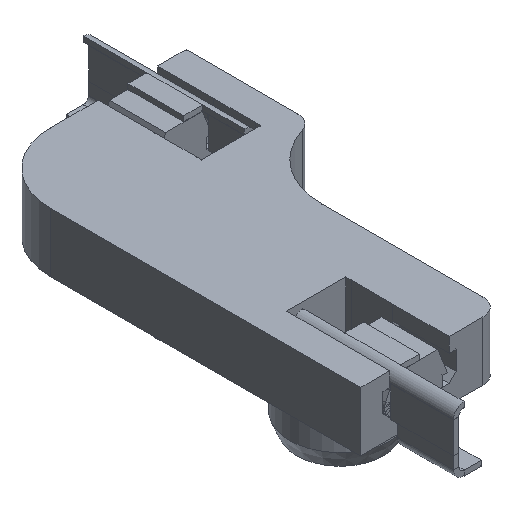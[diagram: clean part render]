
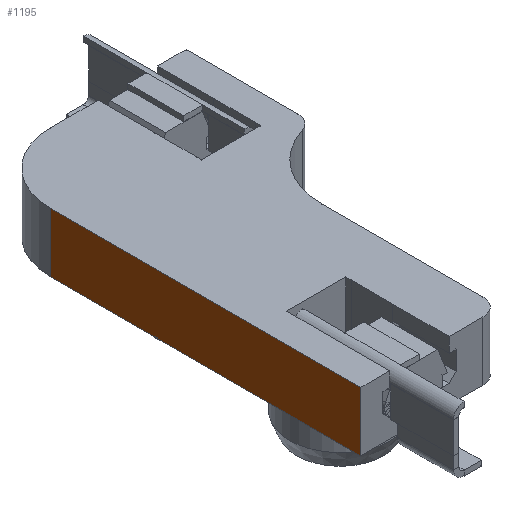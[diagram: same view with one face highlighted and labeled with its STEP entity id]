
A CAD part, isometric view. The second image highlights one B-rep face of the part: STEP entity #1195.
In plain terms, the highlighted face is planar.
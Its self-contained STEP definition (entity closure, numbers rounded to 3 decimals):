
#83 = VERTEX_POINT('',#84);
#84 = CARTESIAN_POINT('',(0.,0.,0.));
#91 = PLANE('',#92);
#92 = AXIS2_PLACEMENT_3D('',#93,#94,#95);
#93 = CARTESIAN_POINT('',(5.689,-2.56,0.));
#94 = DIRECTION('',(0.,0.,1.));
#95 = DIRECTION('',(1.,0.,0.));
#103 = PLANE('',#104);
#104 = AXIS2_PLACEMENT_3D('',#105,#106,#107);
#105 = CARTESIAN_POINT('',(0.,-1.75,0.85));
#106 = DIRECTION('',(-1.,-0.,-0.));
#107 = DIRECTION('',(0.,0.,-1.));
#287 = VERTEX_POINT('',#288);
#288 = CARTESIAN_POINT('',(8.9,0.,0.));
#303 = CYLINDRICAL_SURFACE('',#304,2.);
#304 = AXIS2_PLACEMENT_3D('',#305,#306,#307);
#305 = CARTESIAN_POINT('',(8.9,-2.,0.));
#306 = DIRECTION('',(-0.,-0.,-1.));
#307 = DIRECTION('',(1.,0.,0.));
#315 = EDGE_CURVE('',#83,#287,#316,.T.);
#316 = SURFACE_CURVE('',#317,(#321,#328),.PCURVE_S1.);
#317 = LINE('',#318,#319);
#318 = CARTESIAN_POINT('',(0.,0.,0.));
#319 = VECTOR('',#320,1.);
#320 = DIRECTION('',(1.,0.,0.));
#321 = PCURVE('',#91,#322);
#322 = DEFINITIONAL_REPRESENTATION('',(#323),#327);
#323 = LINE('',#324,#325);
#324 = CARTESIAN_POINT('',(-5.689,2.56));
#325 = VECTOR('',#326,1.);
#326 = DIRECTION('',(1.,0.));
#327 = ( GEOMETRIC_REPRESENTATION_CONTEXT(2) 
PARAMETRIC_REPRESENTATION_CONTEXT() REPRESENTATION_CONTEXT('2D SPACE',''
  ) );
#328 = PCURVE('',#329,#334);
#329 = PLANE('',#330);
#330 = AXIS2_PLACEMENT_3D('',#331,#332,#333);
#331 = CARTESIAN_POINT('',(0.,0.,0.));
#332 = DIRECTION('',(0.,1.,0.));
#333 = DIRECTION('',(1.,0.,0.));
#334 = DEFINITIONAL_REPRESENTATION('',(#335),#339);
#335 = LINE('',#336,#337);
#336 = CARTESIAN_POINT('',(0.,0.));
#337 = VECTOR('',#338,1.);
#338 = DIRECTION('',(1.,0.));
#339 = ( GEOMETRIC_REPRESENTATION_CONTEXT(2) 
PARAMETRIC_REPRESENTATION_CONTEXT() REPRESENTATION_CONTEXT('2D SPACE',''
  ) );
#664 = PLANE('',#665);
#665 = AXIS2_PLACEMENT_3D('',#666,#667,#668);
#666 = CARTESIAN_POINT('',(5.689,-2.56,1.7));
#667 = DIRECTION('',(0.,0.,1.));
#668 = DIRECTION('',(1.,0.,0.));
#1153 = VERTEX_POINT('',#1154);
#1154 = CARTESIAN_POINT('',(0.,0.,1.7));
#1175 = EDGE_CURVE('',#83,#1153,#1176,.T.);
#1176 = SURFACE_CURVE('',#1177,(#1181,#1188),.PCURVE_S1.);
#1177 = LINE('',#1178,#1179);
#1178 = CARTESIAN_POINT('',(0.,0.,0.));
#1179 = VECTOR('',#1180,1.);
#1180 = DIRECTION('',(0.,0.,1.));
#1181 = PCURVE('',#103,#1182);
#1182 = DEFINITIONAL_REPRESENTATION('',(#1183),#1187);
#1183 = LINE('',#1184,#1185);
#1184 = CARTESIAN_POINT('',(0.85,-1.75));
#1185 = VECTOR('',#1186,1.);
#1186 = DIRECTION('',(-1.,0.));
#1187 = ( GEOMETRIC_REPRESENTATION_CONTEXT(2) 
PARAMETRIC_REPRESENTATION_CONTEXT() REPRESENTATION_CONTEXT('2D SPACE',''
  ) );
#1188 = PCURVE('',#329,#1189);
#1189 = DEFINITIONAL_REPRESENTATION('',(#1190),#1194);
#1190 = LINE('',#1191,#1192);
#1191 = CARTESIAN_POINT('',(0.,0.));
#1192 = VECTOR('',#1193,1.);
#1193 = DIRECTION('',(0.,-1.));
#1194 = ( GEOMETRIC_REPRESENTATION_CONTEXT(2) 
PARAMETRIC_REPRESENTATION_CONTEXT() REPRESENTATION_CONTEXT('2D SPACE',''
  ) );
#1195 = ADVANCED_FACE('',(#1196),#329,.T.);
#1196 = FACE_BOUND('',#1197,.T.);
#1197 = EDGE_LOOP('',(#1198,#1199,#1222,#1243));
#1198 = ORIENTED_EDGE('',*,*,#1175,.T.);
#1199 = ORIENTED_EDGE('',*,*,#1200,.T.);
#1200 = EDGE_CURVE('',#1153,#1201,#1203,.T.);
#1201 = VERTEX_POINT('',#1202);
#1202 = CARTESIAN_POINT('',(8.9,0.,1.7));
#1203 = SURFACE_CURVE('',#1204,(#1208,#1215),.PCURVE_S1.);
#1204 = LINE('',#1205,#1206);
#1205 = CARTESIAN_POINT('',(0.,0.,1.7));
#1206 = VECTOR('',#1207,1.);
#1207 = DIRECTION('',(1.,0.,0.));
#1208 = PCURVE('',#329,#1209);
#1209 = DEFINITIONAL_REPRESENTATION('',(#1210),#1214);
#1210 = LINE('',#1211,#1212);
#1211 = CARTESIAN_POINT('',(0.,-1.7));
#1212 = VECTOR('',#1213,1.);
#1213 = DIRECTION('',(1.,0.));
#1214 = ( GEOMETRIC_REPRESENTATION_CONTEXT(2) 
PARAMETRIC_REPRESENTATION_CONTEXT() REPRESENTATION_CONTEXT('2D SPACE',''
  ) );
#1215 = PCURVE('',#664,#1216);
#1216 = DEFINITIONAL_REPRESENTATION('',(#1217),#1221);
#1217 = LINE('',#1218,#1219);
#1218 = CARTESIAN_POINT('',(-5.689,2.56));
#1219 = VECTOR('',#1220,1.);
#1220 = DIRECTION('',(1.,0.));
#1221 = ( GEOMETRIC_REPRESENTATION_CONTEXT(2) 
PARAMETRIC_REPRESENTATION_CONTEXT() REPRESENTATION_CONTEXT('2D SPACE',''
  ) );
#1222 = ORIENTED_EDGE('',*,*,#1223,.F.);
#1223 = EDGE_CURVE('',#287,#1201,#1224,.T.);
#1224 = SURFACE_CURVE('',#1225,(#1229,#1236),.PCURVE_S1.);
#1225 = LINE('',#1226,#1227);
#1226 = CARTESIAN_POINT('',(8.9,0.,0.));
#1227 = VECTOR('',#1228,1.);
#1228 = DIRECTION('',(0.,0.,1.));
#1229 = PCURVE('',#329,#1230);
#1230 = DEFINITIONAL_REPRESENTATION('',(#1231),#1235);
#1231 = LINE('',#1232,#1233);
#1232 = CARTESIAN_POINT('',(8.9,0.));
#1233 = VECTOR('',#1234,1.);
#1234 = DIRECTION('',(0.,-1.));
#1235 = ( GEOMETRIC_REPRESENTATION_CONTEXT(2) 
PARAMETRIC_REPRESENTATION_CONTEXT() REPRESENTATION_CONTEXT('2D SPACE',''
  ) );
#1236 = PCURVE('',#303,#1237);
#1237 = DEFINITIONAL_REPRESENTATION('',(#1238),#1242);
#1238 = LINE('',#1239,#1240);
#1239 = CARTESIAN_POINT('',(-1.571,0.));
#1240 = VECTOR('',#1241,1.);
#1241 = DIRECTION('',(-0.,-1.));
#1242 = ( GEOMETRIC_REPRESENTATION_CONTEXT(2) 
PARAMETRIC_REPRESENTATION_CONTEXT() REPRESENTATION_CONTEXT('2D SPACE',''
  ) );
#1243 = ORIENTED_EDGE('',*,*,#315,.F.);
